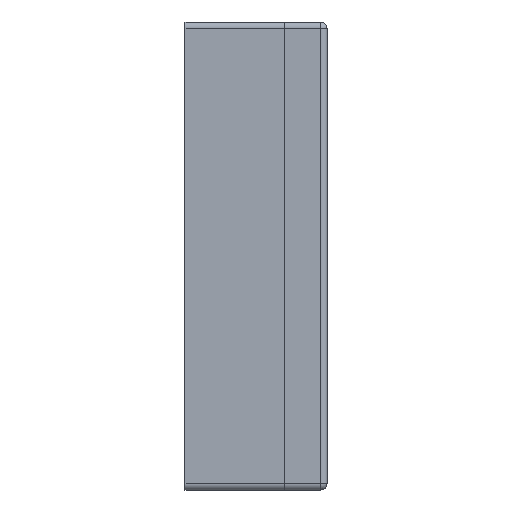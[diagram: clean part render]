
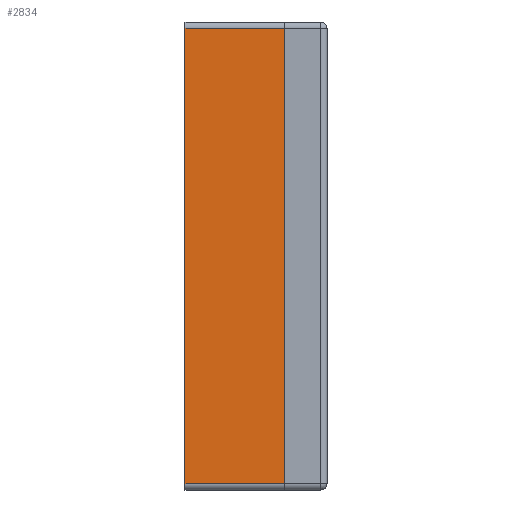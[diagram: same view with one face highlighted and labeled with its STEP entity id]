
A CAD part, front view. The second image highlights one B-rep face of the part: STEP entity #2834.
In plain terms, the highlighted planar face has unit normal (0, -1, 0).
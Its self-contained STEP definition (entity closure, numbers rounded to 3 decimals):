
#84=PLANE('',#3035);
#181=FACE_OUTER_BOUND('',#342,.T.);
#342=EDGE_LOOP('',(#2001,#2002,#2003,#2004));
#537=LINE('',#4151,#842);
#565=LINE('',#4238,#870);
#566=LINE('',#4241,#871);
#567=LINE('',#4242,#872);
#842=VECTOR('',#3304,10.);
#870=VECTOR('',#3366,10.);
#871=VECTOR('',#3369,10.);
#872=VECTOR('',#3370,10.);
#1259=VERTEX_POINT('',#4148);
#1260=VERTEX_POINT('',#4150);
#1301=VERTEX_POINT('',#4234);
#1303=VERTEX_POINT('',#4240);
#1535=EDGE_CURVE('',#1259,#1260,#537,.T.);
#1579=EDGE_CURVE('',#1260,#1301,#565,.T.);
#1580=EDGE_CURVE('',#1303,#1259,#566,.T.);
#1581=EDGE_CURVE('',#1303,#1301,#567,.F.);
#2001=ORIENTED_EDGE('',*,*,#1579,.F.);
#2002=ORIENTED_EDGE('',*,*,#1535,.F.);
#2003=ORIENTED_EDGE('',*,*,#1580,.F.);
#2004=ORIENTED_EDGE('',*,*,#1581,.T.);
#2834=ADVANCED_FACE('',(#181),#84,.T.);
#3035=AXIS2_PLACEMENT_3D('',#4239,#3367,#3368);
#3304=DIRECTION('',(0.,0.,-1.));
#3366=DIRECTION('',(-1.,0.,0.));
#3367=DIRECTION('center_axis',(0.,-1.,0.));
#3368=DIRECTION('ref_axis',(0.,0.,1.));
#3369=DIRECTION('',(1.,0.,0.));
#3370=DIRECTION('',(0.,0.,1.));
#4148=CARTESIAN_POINT('',(11.5,-102.2,52.7));
#4150=CARTESIAN_POINT('',(11.5,-102.2,-54.7));
#4151=CARTESIAN_POINT('',(11.5,-102.2,54.2));
#4234=CARTESIAN_POINT('',(-12.,-102.2,-54.7));
#4238=CARTESIAN_POINT('',(-4.125,-102.2,-54.7));
#4239=CARTESIAN_POINT('Origin',(-8.,-102.2,-54.2));
#4240=CARTESIAN_POINT('',(-12.,-102.2,52.7));
#4241=CARTESIAN_POINT('',(-8.,-102.2,52.7));
#4242=CARTESIAN_POINT('',(-12.,-102.2,-27.1));
